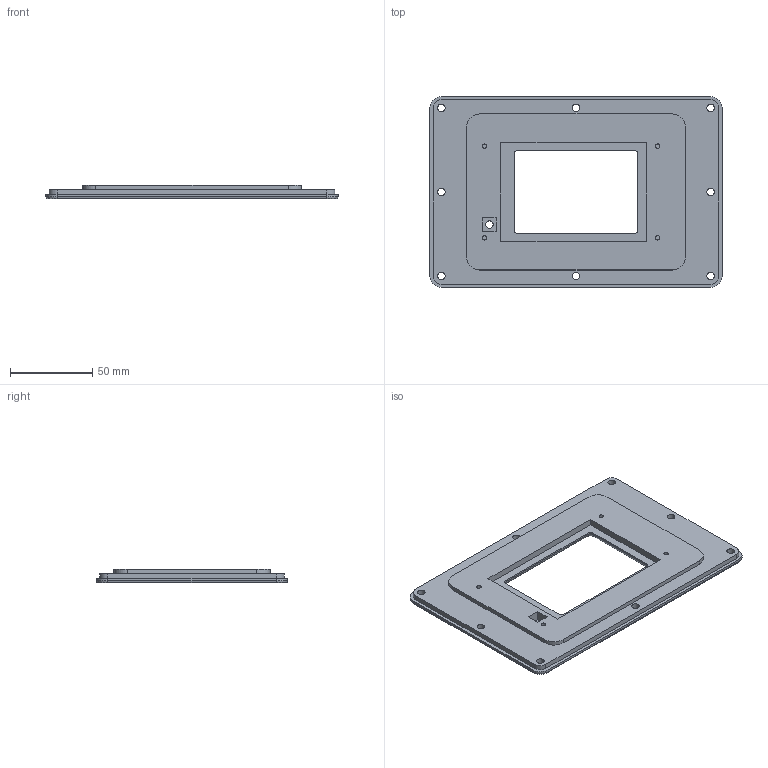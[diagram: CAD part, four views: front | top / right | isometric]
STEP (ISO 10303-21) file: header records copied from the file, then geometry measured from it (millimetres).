
FILE_DESCRIPTION(/* description */ (''),/* implementation_level */ '2;1');
FILE_NAME(/* name */ 'Display Mount - TFT35V20.step',/* time_stamp */ '2020-02-09T16:28:18-06:00',/* author */ (''),/* organization */ (''),/* preprocessor_version */ 'ST-DEVELOPER v18',/* originating_system */ 'Autodesk Translation Framework v8.12.0.6',/* authorisation */ '');
FILE_SCHEMA (('AUTOMOTIVE_DESIGN { 1 0 10303 214 3 1 1 }'));
Length unit declared in the file: millimetre
Products named in the file (1): Display Mount - TFT35V20
Bounding box: 177.1 x 115.8 x 8 mm (x, y, z)
Volume: 101680.7 mm3; surface area: 39979.7 mm2
Topology: 1 solids, 1 shells, 79 faces, 191 edges, 122 vertices
Faces by surface type: cylinder 37, plane 34, torus 8
Full cylindrical faces by diameter (mm): 2.75 x4, 4.5 x1, 4.6 x8
Entity records: 2392 total; most frequent: DIRECTION 433, CARTESIAN_POINT 393, ORIENTED_EDGE 382, EDGE_CURVE 191, AXIS2_PLACEMENT_3D 162, VERTEX_POINT 122, LINE 109, VECTOR 109
